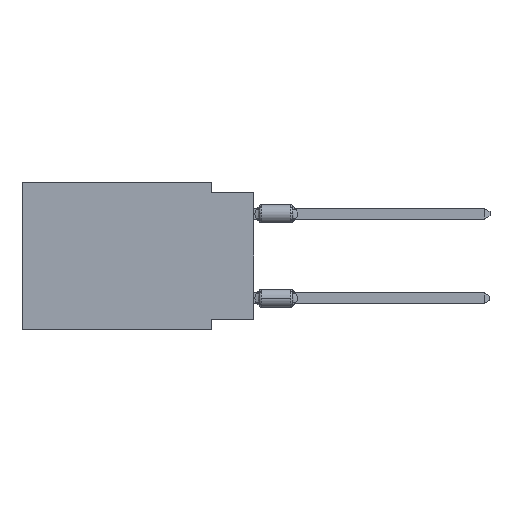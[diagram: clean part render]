
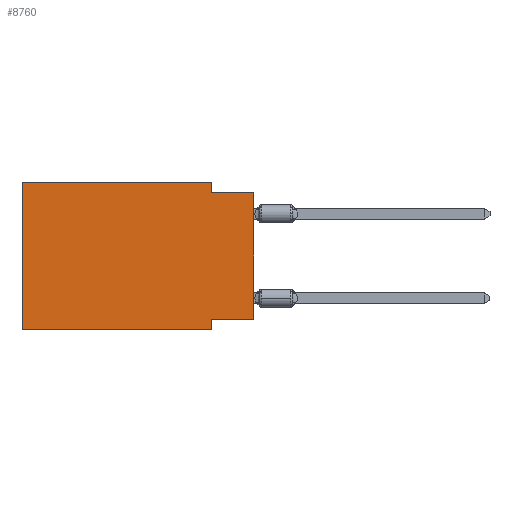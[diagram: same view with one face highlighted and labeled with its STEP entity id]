
A CAD part, left-side view. The second image highlights one B-rep face of the part: STEP entity #8760.
In plain terms, the highlighted planar face has unit normal (-1, 0, 0).
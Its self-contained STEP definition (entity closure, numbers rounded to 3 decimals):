
#181 = DIRECTION ( 'NONE',  ( 0., 0., -1. ) ) ;
#373 = EDGE_CURVE ( 'NONE', #11042, #15977, #17491, .T. ) ;
#1013 = EDGE_CURVE ( 'NONE', #19754, #13409, #16246, .T. ) ;
#1064 = LINE ( 'NONE', #2874, #9874 ) ;
#1090 = VECTOR ( 'NONE', #1855, 1000. ) ;
#1855 = DIRECTION ( 'NONE',  ( 0., -1., 0. ) ) ;
#1862 = VECTOR ( 'NONE', #17756, 1000. ) ;
#1924 = CARTESIAN_POINT ( 'NONE',  ( 0., 0., -0.635 ) ) ;
#2049 = LINE ( 'NONE', #15647, #1090 ) ;
#2461 = DIRECTION ( 'NONE',  ( 0., 1., 0. ) ) ;
#2648 = CARTESIAN_POINT ( 'NONE',  ( 0., 13.97, 0. ) ) ;
#2874 = CARTESIAN_POINT ( 'NONE',  ( 0., 13.97, -8.89 ) ) ;
#3157 = DIRECTION ( 'NONE',  ( 1., 0., 0. ) ) ;
#3258 = CARTESIAN_POINT ( 'NONE',  ( 0., 2.54, 0. ) ) ;
#3367 = AXIS2_PLACEMENT_3D ( 'NONE', #13796, #3157, #181 ) ;
#3386 = EDGE_LOOP ( 'NONE', ( #19652, #17320, #15523, #15071, #9887, #4368, #10610, #17097 ) ) ;
#3796 = CARTESIAN_POINT ( 'NONE',  ( 0., 13.97, -8.89 ) ) ;
#4368 = ORIENTED_EDGE ( 'NONE', *, *, #5666, .T. ) ;
#4493 = DIRECTION ( 'NONE',  ( 0., 0., 1. ) ) ;
#5012 = EDGE_CURVE ( 'NONE', #14569, #8430, #14923, .T. ) ;
#5666 = EDGE_CURVE ( 'NONE', #11042, #6326, #1064, .T. ) ;
#5695 = LINE ( 'NONE', #8803, #18180 ) ;
#6326 = VERTEX_POINT ( 'NONE', #8651 ) ;
#7300 = CARTESIAN_POINT ( 'NONE',  ( 0., 0., -8.255 ) ) ;
#7685 = DIRECTION ( 'NONE',  ( 0., 0., -1. ) ) ;
#7875 = CARTESIAN_POINT ( 'NONE',  ( 0., 2.54, -8.89 ) ) ;
#7964 = VECTOR ( 'NONE', #19198, 1000. ) ;
#8338 = CARTESIAN_POINT ( 'NONE',  ( 0., 13.97, 0. ) ) ;
#8430 = VERTEX_POINT ( 'NONE', #18263 ) ;
#8651 = CARTESIAN_POINT ( 'NONE',  ( 0., 2.54, -8.89 ) ) ;
#8760 = ADVANCED_FACE ( 'NONE', ( #18609 ), #18506, .F. ) ;
#8781 = CARTESIAN_POINT ( 'NONE',  ( 0., 2.54, 0. ) ) ;
#8803 = CARTESIAN_POINT ( 'NONE',  ( 0., 0., 0. ) ) ;
#9196 = LINE ( 'NONE', #9298, #13112 ) ;
#9298 = CARTESIAN_POINT ( 'NONE',  ( 0., 13.97, 0. ) ) ;
#9874 = VECTOR ( 'NONE', #13348, 1000. ) ;
#9887 = ORIENTED_EDGE ( 'NONE', *, *, #373, .F. ) ;
#10610 = ORIENTED_EDGE ( 'NONE', *, *, #16078, .F. ) ;
#11042 = VERTEX_POINT ( 'NONE', #3796 ) ;
#13112 = VECTOR ( 'NONE', #13551, 1000. ) ;
#13298 = EDGE_CURVE ( 'NONE', #15977, #14569, #9196, .T. ) ;
#13348 = DIRECTION ( 'NONE',  ( 0., -1., 0. ) ) ;
#13409 = VERTEX_POINT ( 'NONE', #15636 ) ;
#13551 = DIRECTION ( 'NONE',  ( 0., -1., 0. ) ) ;
#13796 = CARTESIAN_POINT ( 'NONE',  ( 0., 13.97, 0. ) ) ;
#14569 = VERTEX_POINT ( 'NONE', #3258 ) ;
#14923 = LINE ( 'NONE', #8781, #1862 ) ;
#15071 = ORIENTED_EDGE ( 'NONE', *, *, #13298, .F. ) ;
#15095 = VERTEX_POINT ( 'NONE', #1924 ) ;
#15523 = ORIENTED_EDGE ( 'NONE', *, *, #5012, .F. ) ;
#15636 = CARTESIAN_POINT ( 'NONE',  ( 0., 2.54, -8.255 ) ) ;
#15647 = CARTESIAN_POINT ( 'NONE',  ( 0., 0., -0.635 ) ) ;
#15825 = EDGE_CURVE ( 'NONE', #8430, #15095, #2049, .T. ) ;
#15912 = VECTOR ( 'NONE', #2461, 1000. ) ;
#15977 = VERTEX_POINT ( 'NONE', #2648 ) ;
#16078 = EDGE_CURVE ( 'NONE', #13409, #6326, #16748, .T. ) ;
#16246 = LINE ( 'NONE', #7300, #15912 ) ;
#16613 = CARTESIAN_POINT ( 'NONE',  ( 0., 0., -8.255 ) ) ;
#16748 = LINE ( 'NONE', #7875, #16835 ) ;
#16835 = VECTOR ( 'NONE', #7685, 1000. ) ;
#17097 = ORIENTED_EDGE ( 'NONE', *, *, #1013, .F. ) ;
#17320 = ORIENTED_EDGE ( 'NONE', *, *, #15825, .F. ) ;
#17491 = LINE ( 'NONE', #8338, #7964 ) ;
#17699 = EDGE_CURVE ( 'NONE', #19754, #15095, #5695, .T. ) ;
#17756 = DIRECTION ( 'NONE',  ( 0., 0., -1. ) ) ;
#18180 = VECTOR ( 'NONE', #4493, 1000. ) ;
#18263 = CARTESIAN_POINT ( 'NONE',  ( 0., 2.54, -0.635 ) ) ;
#18506 = PLANE ( 'NONE',  #3367 ) ;
#18609 = FACE_OUTER_BOUND ( 'NONE', #3386, .T. ) ;
#19198 = DIRECTION ( 'NONE',  ( 0., 0., 1. ) ) ;
#19652 = ORIENTED_EDGE ( 'NONE', *, *, #17699, .T. ) ;
#19754 = VERTEX_POINT ( 'NONE', #16613 ) ;
